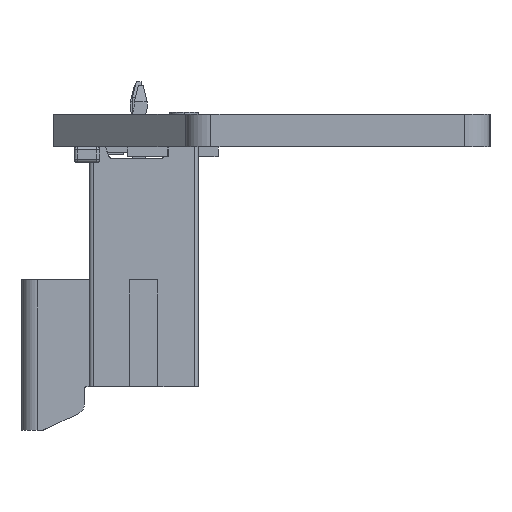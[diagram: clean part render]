
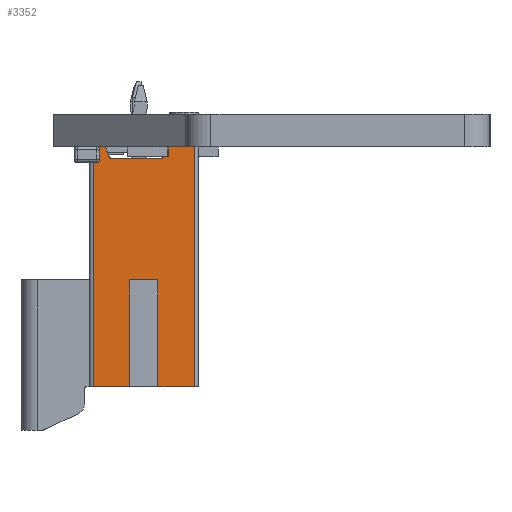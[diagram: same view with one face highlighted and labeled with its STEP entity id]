
A CAD part, left-side view. The second image highlights one B-rep face of the part: STEP entity #3352.
In plain terms, the highlighted planar face has unit normal (-1, 0, 0).
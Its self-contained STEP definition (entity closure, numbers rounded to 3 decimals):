
#1932 = VERTEX_POINT('',#1933);
#1933 = CARTESIAN_POINT('',(11.881,3.816,-1.6));
#1940 = EDGE_CURVE('',#1932,#1941,#1943,.T.);
#1941 = VERTEX_POINT('',#1942);
#1942 = CARTESIAN_POINT('',(11.881,5.116,-1.6));
#1943 = LINE('',#1944,#1945);
#1944 = CARTESIAN_POINT('',(11.881,3.816,-1.6));
#1945 = VECTOR('',#1946,1.);
#1946 = DIRECTION('',(0.,1.,0.));
#1974 = VERTEX_POINT('',#1975);
#1975 = CARTESIAN_POINT('',(11.881,8.766,-1.6));
#1999 = VERTEX_POINT('',#2000);
#2000 = CARTESIAN_POINT('',(11.881,8.184,-1.6));
#2006 = EDGE_CURVE('',#1999,#1974,#2007,.T.);
#2007 = LINE('',#2008,#2009);
#2008 = CARTESIAN_POINT('',(11.881,8.184,-1.6));
#2009 = VECTOR('',#2010,1.);
#2010 = DIRECTION('',(0.,1.,0.));
#2184 = EDGE_CURVE('',#2185,#1999,#2187,.T.);
#2185 = VERTEX_POINT('',#2186);
#2186 = CARTESIAN_POINT('',(11.881,8.025,-2.036));
#2187 = LINE('',#2188,#2189);
#2188 = CARTESIAN_POINT('',(11.881,8.025,-2.036));
#2189 = VECTOR('',#2190,1.);
#2190 = DIRECTION('',(0.,0.342,0.94)
  );
#2332 = EDGE_CURVE('',#1941,#2333,#2335,.T.);
#2333 = VERTEX_POINT('',#2334);
#2334 = CARTESIAN_POINT('',(11.881,5.274,-2.036));
#2335 = LINE('',#2336,#2337);
#2336 = CARTESIAN_POINT('',(11.881,5.116,-1.6));
#2337 = VECTOR('',#2338,1.);
#2338 = DIRECTION('',(0.,0.342,-0.94)
  );
#2389 = EDGE_CURVE('',#2333,#2390,#2392,.T.);
#2390 = VERTEX_POINT('',#2391);
#2391 = CARTESIAN_POINT('',(11.881,5.509,-2.2));
#2392 = CIRCLE('',#2393,0.25);
#2393 = AXIS2_PLACEMENT_3D('',#2394,#2395,#2396);
#2394 = CARTESIAN_POINT('',(11.881,5.509,-1.95));
#2395 = DIRECTION('',(1.,0.,0.));
#2396 = DIRECTION('',(0.,-0.94,-0.342
    ));
#2452 = EDGE_CURVE('',#2390,#2453,#2455,.T.);
#2453 = VERTEX_POINT('',#2454);
#2454 = CARTESIAN_POINT('',(11.881,7.79,-2.2));
#2455 = LINE('',#2456,#2457);
#2456 = CARTESIAN_POINT('',(11.881,5.509,-2.2));
#2457 = VECTOR('',#2458,1.);
#2458 = DIRECTION('',(0.,1.,0.));
#3338 = EDGE_CURVE('',#2453,#2185,#3339,.T.);
#3339 = CIRCLE('',#3340,0.25);
#3340 = AXIS2_PLACEMENT_3D('',#3341,#3342,#3343);
#3341 = CARTESIAN_POINT('',(11.881,7.79,-1.95));
#3342 = DIRECTION('',(1.,0.,0.));
#3343 = DIRECTION('',(0.,0.,-1.));
#3352 = ADVANCED_FACE('',(#3353),#3416,.T.);
#3353 = FACE_BOUND('',#3354,.F.);
#3354 = EDGE_LOOP('',(#3355,#3363,#3371,#3379,#3387,#3395,#3403,#3409,
    #3410,#3411,#3412,#3413,#3414,#3415));
#3355 = ORIENTED_EDGE('',*,*,#3356,.T.);
#3356 = EDGE_CURVE('',#1932,#3357,#3359,.T.);
#3357 = VERTEX_POINT('',#3358);
#3358 = CARTESIAN_POINT('',(11.881,3.816,-13.4));
#3359 = LINE('',#3360,#3361);
#3360 = CARTESIAN_POINT('',(11.881,3.816,-1.6));
#3361 = VECTOR('',#3362,1.);
#3362 = DIRECTION('',(0.,0.,-1.));
#3363 = ORIENTED_EDGE('',*,*,#3364,.T.);
#3364 = EDGE_CURVE('',#3357,#3365,#3367,.T.);
#3365 = VERTEX_POINT('',#3366);
#3366 = CARTESIAN_POINT('',(11.881,5.591,-13.4));
#3367 = LINE('',#3368,#3369);
#3368 = CARTESIAN_POINT('',(11.881,3.816,-13.4));
#3369 = VECTOR('',#3370,1.);
#3370 = DIRECTION('',(0.,1.,0.));
#3371 = ORIENTED_EDGE('',*,*,#3372,.T.);
#3372 = EDGE_CURVE('',#3365,#3373,#3375,.T.);
#3373 = VERTEX_POINT('',#3374);
#3374 = CARTESIAN_POINT('',(11.881,5.591,-8.15));
#3375 = LINE('',#3376,#3377);
#3376 = CARTESIAN_POINT('',(11.881,5.591,-13.4));
#3377 = VECTOR('',#3378,1.);
#3378 = DIRECTION('',(0.,0.,1.));
#3379 = ORIENTED_EDGE('',*,*,#3380,.T.);
#3380 = EDGE_CURVE('',#3373,#3381,#3383,.T.);
#3381 = VERTEX_POINT('',#3382);
#3382 = CARTESIAN_POINT('',(11.881,6.991,-8.15));
#3383 = LINE('',#3384,#3385);
#3384 = CARTESIAN_POINT('',(11.881,5.591,-8.15));
#3385 = VECTOR('',#3386,1.);
#3386 = DIRECTION('',(0.,1.,0.));
#3387 = ORIENTED_EDGE('',*,*,#3388,.F.);
#3388 = EDGE_CURVE('',#3389,#3381,#3391,.T.);
#3389 = VERTEX_POINT('',#3390);
#3390 = CARTESIAN_POINT('',(11.881,6.991,-13.4));
#3391 = LINE('',#3392,#3393);
#3392 = CARTESIAN_POINT('',(11.881,6.991,-13.4));
#3393 = VECTOR('',#3394,1.);
#3394 = DIRECTION('',(0.,0.,1.));
#3395 = ORIENTED_EDGE('',*,*,#3396,.T.);
#3396 = EDGE_CURVE('',#3389,#3397,#3399,.T.);
#3397 = VERTEX_POINT('',#3398);
#3398 = CARTESIAN_POINT('',(11.881,8.766,-13.4));
#3399 = LINE('',#3400,#3401);
#3400 = CARTESIAN_POINT('',(11.881,6.991,-13.4));
#3401 = VECTOR('',#3402,1.);
#3402 = DIRECTION('',(0.,1.,0.));
#3403 = ORIENTED_EDGE('',*,*,#3404,.T.);
#3404 = EDGE_CURVE('',#3397,#1974,#3405,.T.);
#3405 = LINE('',#3406,#3407);
#3406 = CARTESIAN_POINT('',(11.881,8.766,-13.4));
#3407 = VECTOR('',#3408,1.);
#3408 = DIRECTION('',(0.,0.,1.));
#3409 = ORIENTED_EDGE('',*,*,#2006,.F.);
#3410 = ORIENTED_EDGE('',*,*,#2184,.F.);
#3411 = ORIENTED_EDGE('',*,*,#3338,.F.);
#3412 = ORIENTED_EDGE('',*,*,#2452,.F.);
#3413 = ORIENTED_EDGE('',*,*,#2389,.F.);
#3414 = ORIENTED_EDGE('',*,*,#2332,.F.);
#3415 = ORIENTED_EDGE('',*,*,#1940,.F.);
#3416 = PLANE('',#3417);
#3417 = AXIS2_PLACEMENT_3D('',#3418,#3419,#3420);
#3418 = CARTESIAN_POINT('',(11.881,3.616,-13.4));
#3419 = DIRECTION('',(-1.,0.,0.));
#3420 = DIRECTION('',(0.,0.,1.));
